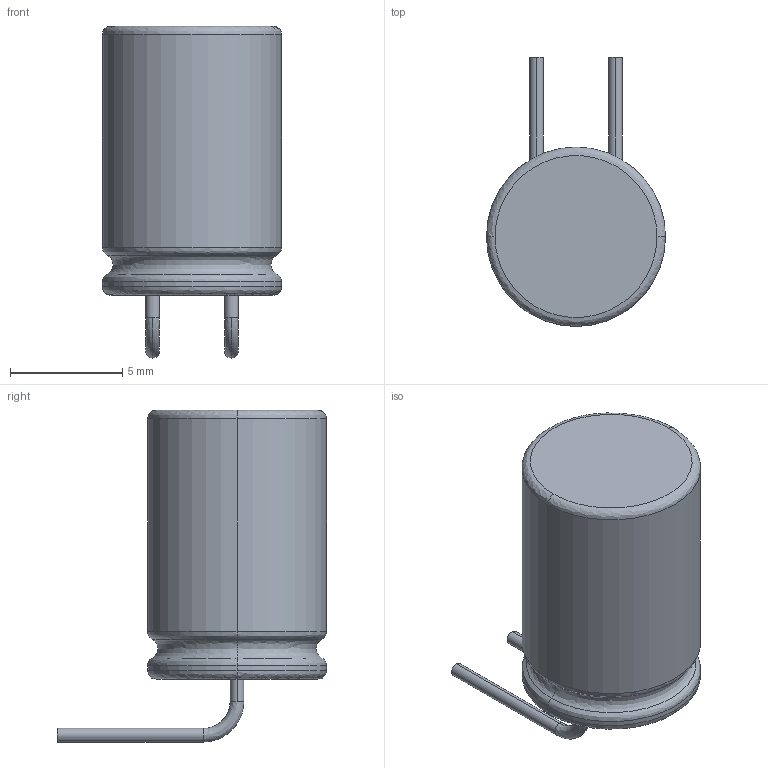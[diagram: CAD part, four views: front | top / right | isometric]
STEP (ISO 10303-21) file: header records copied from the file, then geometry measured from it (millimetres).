
FILE_DESCRIPTION (( 'STEP AP214' ), '1' );
FILE_NAME ('user library-cap_pol8x12_ra.STEP', '2025-05-05T13:52:48', ( 'Isla' ), ( '' ), 'SwSTEP 2.0', 'SolidWorks 2024', '' );
FILE_SCHEMA (( 'AUTOMOTIVE_DESIGN' ));
Length unit declared in the file: millimetre
Products named in the file (1): user library-cap_pol8x12_ra
Bounding box: 7.98 x 11.99 x 14.79 mm (x, y, z)
Volume: 594.2 mm3; surface area: 435.9 mm2
Topology: 1 solids, 1 shells, 30 faces, 62 edges, 36 vertices
Faces by surface type: bspline 14, cylinder 12, plane 4
Entity records: 981 total; most frequent: CARTESIAN_POINT 351, DIRECTION 138, ORIENTED_EDGE 124, AXIS2_PLACEMENT_3D 63, EDGE_CURVE 62, CIRCLE 46, VERTEX_POINT 36, EDGE_LOOP 32
